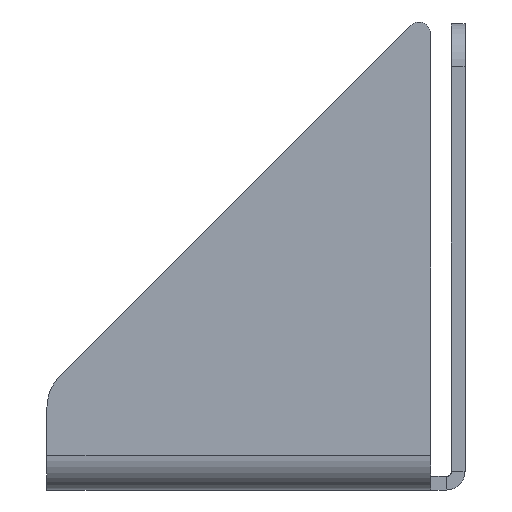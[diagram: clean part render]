
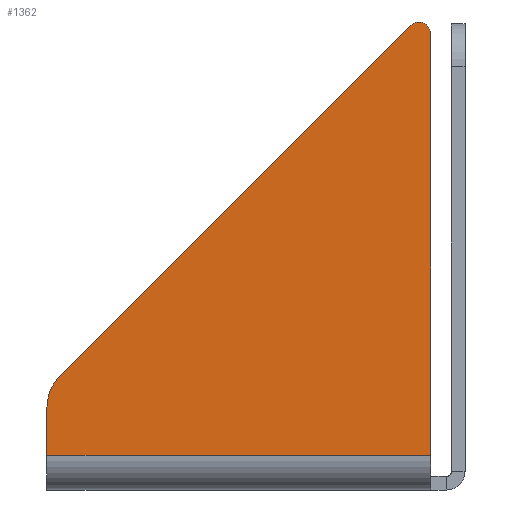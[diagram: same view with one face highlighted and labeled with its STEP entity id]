
A CAD part, left-side view. The second image highlights one B-rep face of the part: STEP entity #1362.
In plain terms, the highlighted planar face has unit normal (-1, 0, 0).
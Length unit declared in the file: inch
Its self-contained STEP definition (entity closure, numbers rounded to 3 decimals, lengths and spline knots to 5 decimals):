
#28 = VERTEX_POINT ( 'NONE', #238 ) ;
#41 = FACE_OUTER_BOUND ( 'NONE', #1055, .T. ) ;
#66 = AXIS2_PLACEMENT_3D ( 'NONE', #82, #800, #2235 ) ;
#71 = LINE ( 'NONE', #631, #685 ) ;
#82 = CARTESIAN_POINT ( 'NONE',  ( -2.62874, 0.06718, -0.06718 ) ) ;
#85 = ORIENTED_EDGE ( 'NONE', *, *, #134, .T. ) ;
#105 = DIRECTION ( 'NONE',  ( 0., 0.707, -0.707 ) ) ;
#107 = CARTESIAN_POINT ( 'NONE',  ( -2.62874, 0.06718, 0. ) ) ;
#128 = CIRCLE ( 'NONE', #1024, 0.25 ) ;
#134 = EDGE_CURVE ( 'NONE', #1842, #28, #841, .T. ) ;
#191 = CARTESIAN_POINT ( 'NONE',  ( -2.62874, 2.22, -2.63 ) ) ;
#205 = EDGE_CURVE ( 'NONE', #2075, #978, #1070, .T. ) ;
#218 = LINE ( 'NONE', #191, #1743 ) ;
#238 = CARTESIAN_POINT ( 'NONE',  ( -2.62874, 0., -2.508 ) ) ;
#294 = CARTESIAN_POINT ( 'NONE',  ( -2.62874, 2.22, -2.508 ) ) ;
#360 = ORIENTED_EDGE ( 'NONE', *, *, #205, .T. ) ;
#363 = EDGE_CURVE ( 'NONE', #1842, #2154, #218, .T. ) ;
#425 = VECTOR ( 'NONE', #105, 39.37008 ) ;
#437 = VERTEX_POINT ( 'NONE', #906 ) ;
#533 = ORIENTED_EDGE ( 'NONE', *, *, #363, .F. ) ;
#539 = EDGE_CURVE ( 'NONE', #28, #1165, #71, .T. ) ;
#573 = CARTESIAN_POINT ( 'NONE',  ( -2.62874, 0.06718, -0.06718 ) ) ;
#593 = EDGE_CURVE ( 'NONE', #978, #437, #2071, .T. ) ;
#631 = CARTESIAN_POINT ( 'NONE',  ( -2.62874, 0., -2.63 ) ) ;
#632 = CARTESIAN_POINT ( 'NONE',  ( -2.62874, 0., -0.06718 ) ) ;
#685 = VECTOR ( 'NONE', #1502, 39.37008 ) ;
#720 = CARTESIAN_POINT ( 'NONE',  ( -2.62874, 2.22, -2.63 ) ) ;
#800 = DIRECTION ( 'NONE',  ( -1., 0., 0. ) ) ;
#841 = LINE ( 'NONE', #294, #2239 ) ;
#906 = CARTESIAN_POINT ( 'NONE',  ( -2.62874, 2.14678, -2.05178 ) ) ;
#930 = ORIENTED_EDGE ( 'NONE', *, *, #593, .T. ) ;
#960 = DIRECTION ( 'NONE',  ( -1., 0., 0. ) ) ;
#978 = VERTEX_POINT ( 'NONE', #1254 ) ;
#984 = CARTESIAN_POINT ( 'NONE',  ( -2.62874, 0.095, 0. ) ) ;
#1024 = AXIS2_PLACEMENT_3D ( 'NONE', #1890, #960, #1325 ) ;
#1055 = EDGE_LOOP ( 'NONE', ( #1372, #360, #930, #1104, #533, #85, #1155 ) ) ;
#1070 = CIRCLE ( 'NONE', #66, 0.06718 ) ;
#1080 = DIRECTION ( 'NONE',  ( 1., 0., 0. ) ) ;
#1092 = DIRECTION ( 'NONE',  ( 0., 0., -1. ) ) ;
#1104 = ORIENTED_EDGE ( 'NONE', *, *, #1112, .T. ) ;
#1112 = EDGE_CURVE ( 'NONE', #437, #2154, #128, .T. ) ;
#1155 = ORIENTED_EDGE ( 'NONE', *, *, #539, .T. ) ;
#1162 = DIRECTION ( 'NONE',  ( 0., -1., 0. ) ) ;
#1165 = VERTEX_POINT ( 'NONE', #632 ) ;
#1224 = CARTESIAN_POINT ( 'NONE',  ( -2.62874, 2.22, -2.508 ) ) ;
#1254 = CARTESIAN_POINT ( 'NONE',  ( -2.62874, 0.11468, -0.01968 ) ) ;
#1318 = CARTESIAN_POINT ( 'NONE',  ( -2.62874, 2.22, -2.22855 ) ) ;
#1325 = DIRECTION ( 'NONE',  ( 0., 0., -1. ) ) ;
#1334 = AXIS2_PLACEMENT_3D ( 'NONE', #720, #1080, #1092 ) ;
#1362 = ADVANCED_FACE ( 'NONE', ( #41 ), #1655, .F. ) ;
#1372 = ORIENTED_EDGE ( 'NONE', *, *, #1549, .T. ) ;
#1451 = DIRECTION ( 'NONE',  ( -1., 0., 0. ) ) ;
#1502 = DIRECTION ( 'NONE',  ( 0., 0., 1. ) ) ;
#1549 = EDGE_CURVE ( 'NONE', #1165, #2075, #2316, .T. ) ;
#1655 = PLANE ( 'NONE',  #1334 ) ;
#1743 = VECTOR ( 'NONE', #1831, 39.37008 ) ;
#1831 = DIRECTION ( 'NONE',  ( 0., 0., 1. ) ) ;
#1842 = VERTEX_POINT ( 'NONE', #1224 ) ;
#1890 = CARTESIAN_POINT ( 'NONE',  ( -2.62874, 1.97, -2.22855 ) ) ;
#2038 = DIRECTION ( 'NONE',  ( 0., 0., 1. ) ) ;
#2071 = LINE ( 'NONE', #984, #425 ) ;
#2075 = VERTEX_POINT ( 'NONE', #107 ) ;
#2154 = VERTEX_POINT ( 'NONE', #1318 ) ;
#2235 = DIRECTION ( 'NONE',  ( 0., 0., 1. ) ) ;
#2239 = VECTOR ( 'NONE', #1162, 39.37008 ) ;
#2275 = AXIS2_PLACEMENT_3D ( 'NONE', #573, #1451, #2038 ) ;
#2316 = CIRCLE ( 'NONE', #2275, 0.06718 ) ;
